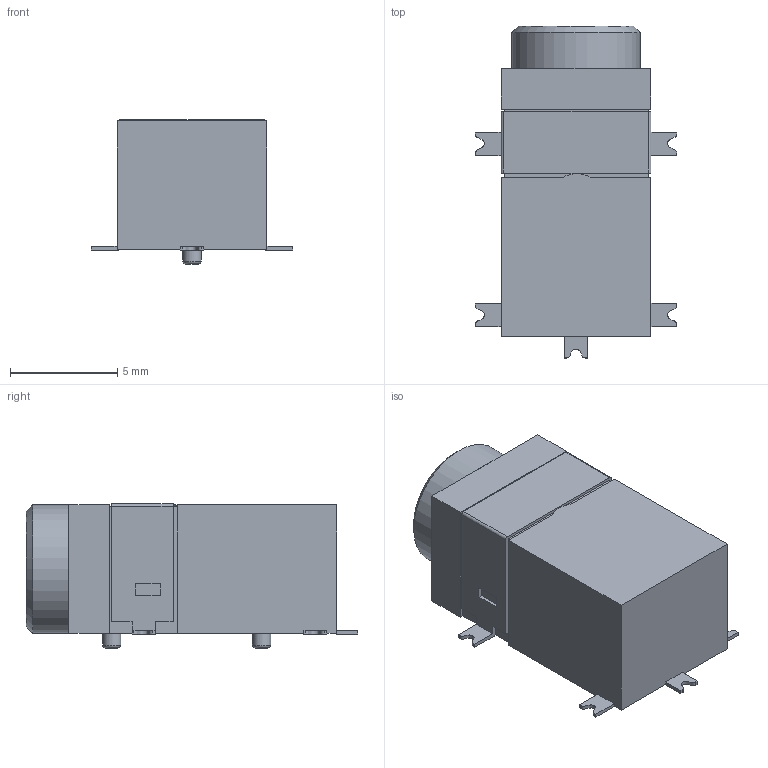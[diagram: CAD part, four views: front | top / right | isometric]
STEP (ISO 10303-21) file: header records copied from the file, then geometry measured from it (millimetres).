
FILE_DESCRIPTION(/* description */ ('Unknown'),/* implementation_level */ '2;1');
FILE_NAME(/* name */ 'SJ2-3514A-SMT-TR',/* time_stamp */ '2024-04-08T08:30:39+02:00',/* author */ ('Unknown'),/* organization */ ('Unknown'),/* preprocessor_version */ 'ST-DEVELOPER v18.102',/* originating_system */ 'Solid Edge',/* authorisation */ 'Unknown');
FILE_SCHEMA (('AUTOMOTIVE_DESIGN {1 0 10303 214 3 1 1}'));
Length unit declared in the file: millimetre
Products named in the file (1): SJ2-3514A-SMT-TR
Bounding box: 9.4 x 15.49 x 6.73 mm (x, y, z)
Volume: 511.2 mm3; surface area: 549.6 mm2
Topology: 1 solids, 1 shells, 92 faces, 253 edges, 168 vertices
Faces by surface type: plane 77, cylinder 7, bspline 5, torus 2, cone 1
Full cylindrical faces by diameter (mm): 0.85 x2, 3.6 x1, 6 x1
Entity records: 3686 total; most frequent: CARTESIAN_POINT 744, ORIENTED_EDGE 484, DIRECTION 426, EDGE_CURVE 242, LINE 214, VECTOR 214, VERTEX_POINT 164, AXIS2_PLACEMENT_3D 106
